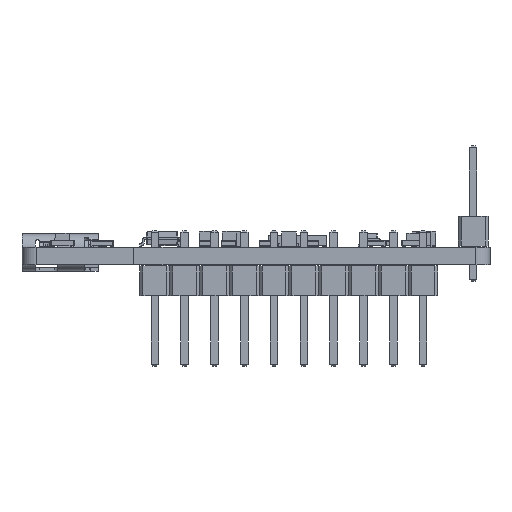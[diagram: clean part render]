
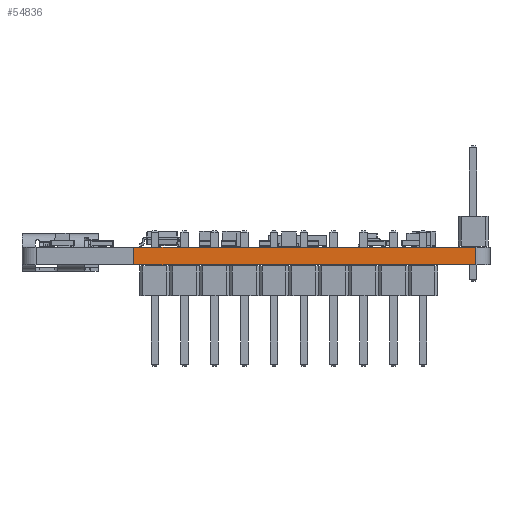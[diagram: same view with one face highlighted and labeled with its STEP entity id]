
A CAD part, front view. The second image highlights one B-rep face of the part: STEP entity #54836.
In plain terms, the highlighted planar face has unit normal (0, -1, 0).
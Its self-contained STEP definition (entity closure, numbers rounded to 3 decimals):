
#53498 = VERTEX_POINT('',#53499);
#53499 = CARTESIAN_POINT('',(9.54,-0.,0.));
#53505 = EDGE_CURVE('',#53506,#53498,#53508,.T.);
#53506 = VERTEX_POINT('',#53507);
#53507 = CARTESIAN_POINT('',(38.68,0.,0.));
#53508 = LINE('',#53509,#53510);
#53509 = CARTESIAN_POINT('',(38.68,-0.,0.));
#53510 = VECTOR('',#53511,1.);
#53511 = DIRECTION('',(-1.,0.,0.));
#54187 = VERTEX_POINT('',#54188);
#54188 = CARTESIAN_POINT('',(9.54,0.,1.51));
#54194 = EDGE_CURVE('',#54195,#54187,#54197,.T.);
#54195 = VERTEX_POINT('',#54196);
#54196 = CARTESIAN_POINT('',(38.68,0.,1.51));
#54197 = LINE('',#54198,#54199);
#54198 = CARTESIAN_POINT('',(38.68,0.,1.51));
#54199 = VECTOR('',#54200,1.);
#54200 = DIRECTION('',(-1.,0.,0.));
#54808 = EDGE_CURVE('',#53506,#54195,#54809,.T.);
#54809 = LINE('',#54810,#54811);
#54810 = CARTESIAN_POINT('',(38.68,0.,0.));
#54811 = VECTOR('',#54812,1.);
#54812 = DIRECTION('',(0.,0.,1.));
#54836 = ADVANCED_FACE('',(#54837),#54848,.T.);
#54837 = FACE_BOUND('',#54838,.T.);
#54838 = EDGE_LOOP('',(#54839,#54840,#54841,#54847));
#54839 = ORIENTED_EDGE('',*,*,#54808,.T.);
#54840 = ORIENTED_EDGE('',*,*,#54194,.T.);
#54841 = ORIENTED_EDGE('',*,*,#54842,.F.);
#54842 = EDGE_CURVE('',#53498,#54187,#54843,.T.);
#54843 = LINE('',#54844,#54845);
#54844 = CARTESIAN_POINT('',(9.54,-0.,0.));
#54845 = VECTOR('',#54846,1.);
#54846 = DIRECTION('',(0.,0.,1.));
#54847 = ORIENTED_EDGE('',*,*,#53505,.F.);
#54848 = PLANE('',#54849);
#54849 = AXIS2_PLACEMENT_3D('',#54850,#54851,#54852);
#54850 = CARTESIAN_POINT('',(38.68,0.,0.));
#54851 = DIRECTION('',(0.,-1.,0.));
#54852 = DIRECTION('',(-1.,0.,0.));
